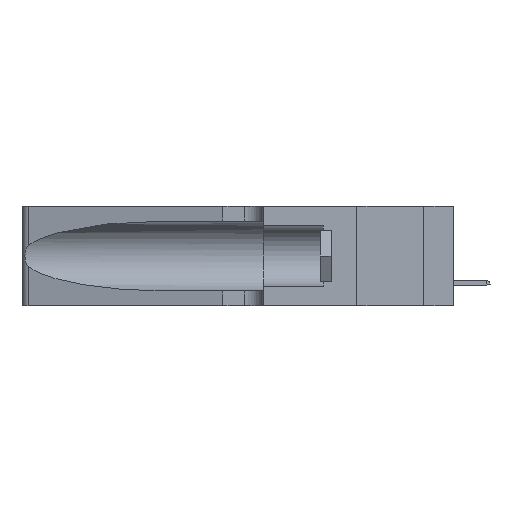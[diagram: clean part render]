
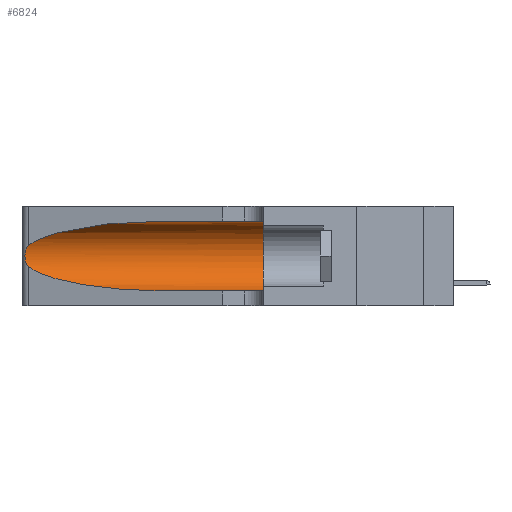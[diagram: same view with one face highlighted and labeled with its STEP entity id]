
A CAD part, left-side view. The second image highlights one B-rep face of the part: STEP entity #6824.
In plain terms, the highlighted cylindrical face has radius 3.308 mm (diameter 6.617 mm), a partial arc.
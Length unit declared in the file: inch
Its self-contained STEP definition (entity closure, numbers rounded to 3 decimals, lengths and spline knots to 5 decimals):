
#119 = ORIENTED_EDGE ( 'NONE', *, *, #4370, .F. ) ;
#803 = CARTESIAN_POINT ( 'NONE',  ( 0.25639, 1.23184, 0.21858 ) ) ;
#1127 = CARTESIAN_POINT ( 'NONE',  ( 0.1305, 0.35, 0.31525 ) ) ;
#1804 = DIRECTION ( 'NONE',  ( 0., -1., 0. ) ) ;
#2042 = CARTESIAN_POINT ( 'NONE',  ( 0.1305, 1.61858, 0.31525 ) ) ;
#2734 = DIRECTION ( 'NONE',  ( 0., 0., -1. ) ) ;
#4370 = EDGE_CURVE ( 'NONE', #22631, #22913, #21311, .T. ) ;
#5018 = CARTESIAN_POINT ( 'NONE',  ( 0.1305, 0.72297, 0.05475 ) ) ;
#6726 = CARTESIAN_POINT ( 'NONE',  ( 0.25487, 1.22718, 0.22369 ) ) ;
#6824 = ADVANCED_FACE ( 'NONE', ( #20434 ), #22590, .F. ) ;
#7338 = CARTESIAN_POINT ( 'NONE',  ( 0.25487, 1.22718, 0.14631 ) ) ;
#7341 = CARTESIAN_POINT ( 'NONE',  ( 0.2373, 1.15595, 0.28018 ) ) ;
#7376 = CARTESIAN_POINT ( 'NONE',  ( 0.25787, 1.23484, 0.2124 ) ) ;
#8663 = EDGE_CURVE ( 'NONE', #22926, #10379, #21905, .T. ) ;
#8907 = CARTESIAN_POINT ( 'NONE',  ( 0.1305, 1.61858, 0.185 ) ) ;
#9028 = CARTESIAN_POINT ( 'NONE',  ( 0.26017, 1.23833, 0.17102 ) ) ;
#9141 = CARTESIAN_POINT ( 'NONE',  ( 0.25487, 1.22718, 0.22369 ) ) ;
#9152 = VECTOR ( 'NONE', #22015, 39.37008 ) ;
#10010 = LINE ( 'NONE', #15789, #23675 ) ;
#10033 = VERTEX_POINT ( 'NONE', #13238 ) ;
#10379 = VERTEX_POINT ( 'NONE', #5018 ) ;
#11197 = CARTESIAN_POINT ( 'NONE',  ( 0.26018, 1.23835, 0.19895 ) ) ;
#11952 = VERTEX_POINT ( 'NONE', #13578 ) ;
#12113 = B_SPLINE_CURVE_WITH_KNOTS ( 'NONE', 3,
 ( #6726, #20305, #803, #7376, #15196, #11197, #22970, #16987, #9028, #23090, #19273, #17244, #16857, #18893 ),
 .UNSPECIFIED., .F., .F.,
 ( 4, 2, 2, 2, 2, 2, 4 ),
 ( 0., 0.00027, 0.00053, 0.00107, 0.0016, 0.00187, 0.00214 ),
 .UNSPECIFIED. ) ;
#12473 = ORIENTED_EDGE ( 'NONE', *, *, #22436, .F. ) ;
#12603 = EDGE_CURVE ( 'NONE', #10033, #22926, #12113, .T. ) ;
#13234 = CARTESIAN_POINT ( 'NONE',  ( 0.18966, 0.96281, 0.05475 ) ) ;
#13238 = CARTESIAN_POINT ( 'NONE',  ( 0.25487, 1.22718, 0.22369 ) ) ;
#13248 =( BOUNDED_CURVE ( )  B_SPLINE_CURVE ( 3, ( #18866, #18996, #7341, #9141 ),
 .UNSPECIFIED., .F., .T. ) 
 B_SPLINE_CURVE_WITH_KNOTS ( ( 4, 4 ),
 ( 1.5708, 2.84003 ),
 .UNSPECIFIED. ) 
 CURVE ( )  GEOMETRIC_REPRESENTATION_ITEM ( )  RATIONAL_B_SPLINE_CURVE ( ( 1., 0.87, 0.87, 1. ) ) 
 REPRESENTATION_ITEM ( '' )  );
#13490 = EDGE_LOOP ( 'NONE', ( #14197, #20895, #17103, #23122, #119, #12473 ) ) ;
#13578 = CARTESIAN_POINT ( 'NONE',  ( 0.1305, 0.72297, 0.31525 ) ) ;
#13843 = CARTESIAN_POINT ( 'NONE',  ( 0.1305, 0.35, 0.185 ) ) ;
#14197 = ORIENTED_EDGE ( 'NONE', *, *, #24099, .T. ) ;
#15196 = CARTESIAN_POINT ( 'NONE',  ( 0.25854, 1.2359, 0.20912 ) ) ;
#15223 = AXIS2_PLACEMENT_3D ( 'NONE', #13843, #17324, #17198 ) ;
#15789 = CARTESIAN_POINT ( 'NONE',  ( 0.1305, 1.61858, 0.05475 ) ) ;
#16823 = CARTESIAN_POINT ( 'NONE',  ( 0.1305, 0.72297, 0.05475 ) ) ;
#16857 = CARTESIAN_POINT ( 'NONE',  ( 0.25555, 1.22993, 0.14849 ) ) ;
#16987 = CARTESIAN_POINT ( 'NONE',  ( 0.26075, 1.23896, 0.178 ) ) ;
#17103 = ORIENTED_EDGE ( 'NONE', *, *, #8663, .T. ) ;
#17198 = DIRECTION ( 'NONE',  ( 0., 0., 1. ) ) ;
#17244 = CARTESIAN_POINT ( 'NONE',  ( 0.25639, 1.23186, 0.15144 ) ) ;
#17324 = DIRECTION ( 'NONE',  ( 0., 1., 0. ) ) ;
#17933 = LINE ( 'NONE', #2042, #9152 ) ;
#18866 = CARTESIAN_POINT ( 'NONE',  ( 0.1305, 0.72297, 0.31525 ) ) ;
#18893 = CARTESIAN_POINT ( 'NONE',  ( 0.25487, 1.22718, 0.14631 ) ) ;
#18996 = CARTESIAN_POINT ( 'NONE',  ( 0.18966, 0.96281, 0.31525 ) ) ;
#19273 = CARTESIAN_POINT ( 'NONE',  ( 0.25789, 1.23486, 0.15765 ) ) ;
#20073 = CARTESIAN_POINT ( 'NONE',  ( 0.25487, 1.22718, 0.14631 ) ) ;
#20305 = CARTESIAN_POINT ( 'NONE',  ( 0.25555, 1.22994, 0.2215 ) ) ;
#20434 = FACE_OUTER_BOUND ( 'NONE', #13490, .T. ) ;
#20895 = ORIENTED_EDGE ( 'NONE', *, *, #12603, .T. ) ;
#21311 = CIRCLE ( 'NONE', #15223, 0.13025 ) ;
#21430 = AXIS2_PLACEMENT_3D ( 'NONE', #8907, #24277, #2734 ) ;
#21905 =( BOUNDED_CURVE ( )  B_SPLINE_CURVE ( 3, ( #7338, #24480, #13234, #16823 ),
 .UNSPECIFIED., .F., .T. ) 
 B_SPLINE_CURVE_WITH_KNOTS ( ( 4, 4 ),
 ( 3.44316, 4.71239 ),
 .UNSPECIFIED. ) 
 CURVE ( )  GEOMETRIC_REPRESENTATION_ITEM ( )  RATIONAL_B_SPLINE_CURVE ( ( 1., 0.87, 0.87, 1. ) ) 
 REPRESENTATION_ITEM ( '' )  );
#21987 = CARTESIAN_POINT ( 'NONE',  ( 0.1305, 0.35, 0.05475 ) ) ;
#22015 = DIRECTION ( 'NONE',  ( 0., -1., 0. ) ) ;
#22436 = EDGE_CURVE ( 'NONE', #11952, #22631, #17933, .T. ) ;
#22590 = CYLINDRICAL_SURFACE ( 'NONE', #21430, 0.13025 ) ;
#22631 = VERTEX_POINT ( 'NONE', #1127 ) ;
#22913 = VERTEX_POINT ( 'NONE', #21987 ) ;
#22926 = VERTEX_POINT ( 'NONE', #20073 ) ;
#22970 = CARTESIAN_POINT ( 'NONE',  ( 0.26075, 1.23896, 0.19203 ) ) ;
#23090 = CARTESIAN_POINT ( 'NONE',  ( 0.25856, 1.23593, 0.16098 ) ) ;
#23122 = ORIENTED_EDGE ( 'NONE', *, *, #24205, .T. ) ;
#23675 = VECTOR ( 'NONE', #1804, 39.37008 ) ;
#24099 = EDGE_CURVE ( 'NONE', #11952, #10033, #13248, .T. ) ;
#24205 = EDGE_CURVE ( 'NONE', #10379, #22913, #10010, .T. ) ;
#24277 = DIRECTION ( 'NONE',  ( 0., -1., 0. ) ) ;
#24480 = CARTESIAN_POINT ( 'NONE',  ( 0.2373, 1.15595, 0.08982 ) ) ;
